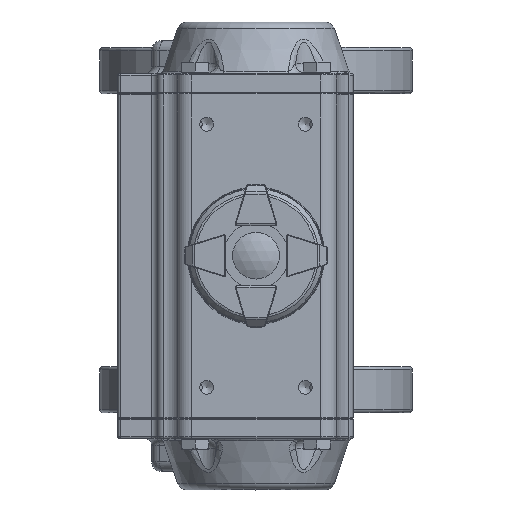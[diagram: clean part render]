
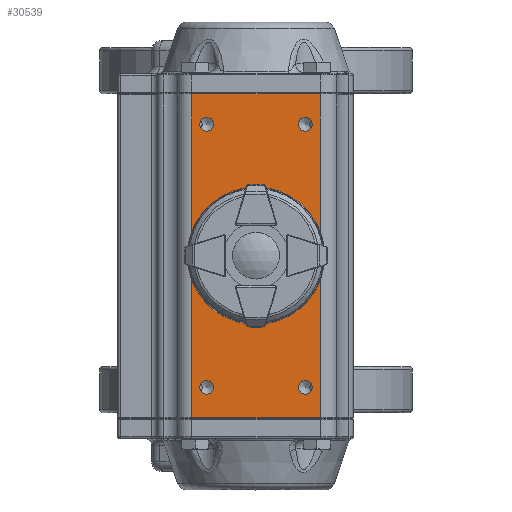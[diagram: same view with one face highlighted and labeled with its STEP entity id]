
A CAD part, top view. The second image highlights one B-rep face of the part: STEP entity #30539.
In plain terms, the highlighted face is planar.
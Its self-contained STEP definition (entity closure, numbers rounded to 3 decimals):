
#1926=CIRCLE('',#32420,11.75);
#1969=CIRCLE('',#32477,2.1);
#1971=CIRCLE('',#32481,2.1);
#1973=CIRCLE('',#32485,2.1);
#1975=CIRCLE('',#32489,2.1);
#7441=ORIENTED_EDGE('',*,*,#12586,.F.);
#7442=ORIENTED_EDGE('',*,*,#12656,.T.);
#7443=ORIENTED_EDGE('',*,*,#12588,.T.);
#7444=ORIENTED_EDGE('',*,*,#12657,.T.);
#7445=ORIENTED_EDGE('',*,*,#12382,.F.);
#7446=ORIENTED_EDGE('',*,*,#12370,.F.);
#7447=ORIENTED_EDGE('',*,*,#12374,.F.);
#7448=ORIENTED_EDGE('',*,*,#12378,.F.);
#7449=ORIENTED_EDGE('',*,*,#12290,.F.);
#12290=EDGE_CURVE('',#15320,#15320,#1926,.T.);
#12370=EDGE_CURVE('',#15399,#15399,#1969,.T.);
#12374=EDGE_CURVE('',#15403,#15403,#1971,.T.);
#12378=EDGE_CURVE('',#15407,#15407,#1973,.T.);
#12382=EDGE_CURVE('',#15411,#15411,#1975,.T.);
#12586=EDGE_CURVE('',#15545,#15546,#17496,.T.);
#12588=EDGE_CURVE('',#15547,#15548,#17497,.T.);
#12656=EDGE_CURVE('',#15545,#15547,#17557,.T.);
#12657=EDGE_CURVE('',#15548,#15546,#17558,.T.);
#15320=VERTEX_POINT('',#49662);
#15399=VERTEX_POINT('',#50056);
#15403=VERTEX_POINT('',#50076);
#15407=VERTEX_POINT('',#50096);
#15411=VERTEX_POINT('',#50116);
#15545=VERTEX_POINT('',#50683);
#15546=VERTEX_POINT('',#50685);
#15547=VERTEX_POINT('',#50689);
#15548=VERTEX_POINT('',#50690);
#17496=LINE('',#50684,#19266);
#17497=LINE('',#50688,#19267);
#17557=LINE('',#50826,#19327);
#17558=LINE('',#50827,#19328);
#19266=VECTOR('',#37693,1000.);
#19267=VECTOR('',#37698,1000.);
#19327=VECTOR('',#37826,1000.);
#19328=VECTOR('',#37827,1000.);
#21006=EDGE_LOOP('',(#7441,#7442,#7443,#7444));
#21007=EDGE_LOOP('',(#7445));
#21008=EDGE_LOOP('',(#7446));
#21009=EDGE_LOOP('',(#7447));
#21010=EDGE_LOOP('',(#7448));
#21011=EDGE_LOOP('',(#7449));
#22871=FACE_BOUND('',#21006,.T.);
#22872=FACE_BOUND('',#21007,.T.);
#22873=FACE_BOUND('',#21008,.T.);
#22874=FACE_BOUND('',#21009,.T.);
#22875=FACE_BOUND('',#21010,.T.);
#22876=FACE_BOUND('',#21011,.T.);
#24002=PLANE('',#32666);
#30539=ADVANCED_FACE('',(#22871,#22872,#22873,#22874,#22875,#22876),#24002,
 .T.);
#32420=AXIS2_PLACEMENT_3D('',#49661,#37155,#37156);
#32477=AXIS2_PLACEMENT_3D('',#50055,#37292,#37293);
#32481=AXIS2_PLACEMENT_3D('',#50075,#37300,#37301);
#32485=AXIS2_PLACEMENT_3D('',#50095,#37308,#37309);
#32489=AXIS2_PLACEMENT_3D('',#50115,#37316,#37317);
#32666=AXIS2_PLACEMENT_3D('',#50825,#37824,#37825);
#37155=DIRECTION('',(0.,1.,0.));
#37156=DIRECTION('',(0.,0.,1.));
#37292=DIRECTION('',(0.,1.,0.));
#37293=DIRECTION('',(0.,0.,1.));
#37300=DIRECTION('',(0.,1.,0.));
#37301=DIRECTION('',(0.,0.,1.));
#37308=DIRECTION('',(0.,1.,0.));
#37309=DIRECTION('',(0.,0.,1.));
#37316=DIRECTION('',(0.,1.,0.));
#37317=DIRECTION('',(0.,0.,1.));
#37693=DIRECTION('',(0.,0.,-1.));
#37698=DIRECTION('',(0.,0.,-1.));
#37824=DIRECTION('',(0.,1.,0.));
#37825=DIRECTION('',(1.,0.,0.));
#37826=DIRECTION('',(1.,0.,0.));
#37827=DIRECTION('',(-1.,0.,0.));
#49661=CARTESIAN_POINT('',(0.,36.5,0.));
#49662=CARTESIAN_POINT('',(0.,36.5,11.75));
#50055=CARTESIAN_POINT('',(15.,36.5,-40.));
#50056=CARTESIAN_POINT('',(15.,36.5,-37.9));
#50075=CARTESIAN_POINT('',(-15.,36.5,40.));
#50076=CARTESIAN_POINT('',(-15.,36.5,42.1));
#50095=CARTESIAN_POINT('',(15.,36.5,40.));
#50096=CARTESIAN_POINT('',(15.,36.5,42.1));
#50115=CARTESIAN_POINT('',(-15.,36.5,-40.));
#50116=CARTESIAN_POINT('',(-15.,36.5,-37.9));
#50683=CARTESIAN_POINT('',(-19.5,36.5,49.2));
#50684=CARTESIAN_POINT('',(-19.5,36.5,49.5));
#50685=CARTESIAN_POINT('',(-19.5,36.5,-49.2));
#50688=CARTESIAN_POINT('',(19.5,36.5,49.5));
#50689=CARTESIAN_POINT('',(19.5,36.5,49.2));
#50690=CARTESIAN_POINT('',(19.5,36.5,-49.2));
#50825=CARTESIAN_POINT('',(-19.5,36.5,49.5));
#50826=CARTESIAN_POINT('',(-19.5,36.5,49.2));
#50827=CARTESIAN_POINT('',(-19.5,36.5,-49.2));
